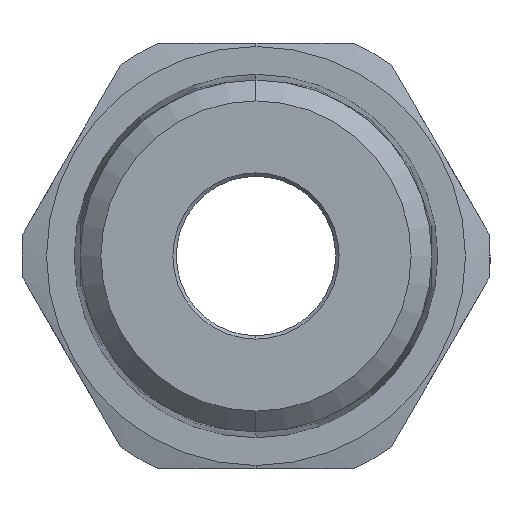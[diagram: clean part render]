
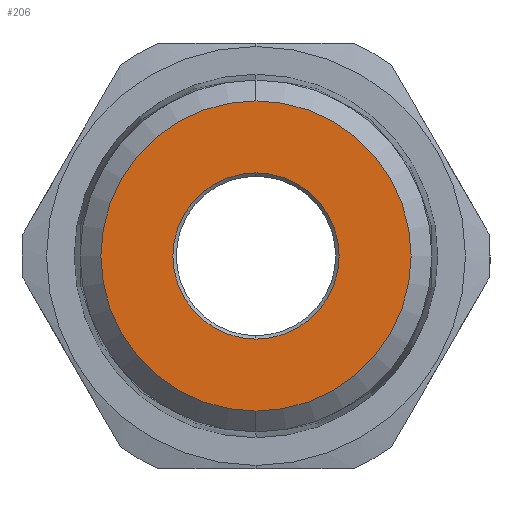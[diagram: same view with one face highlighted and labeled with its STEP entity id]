
A CAD part, left-side view. The second image highlights one B-rep face of the part: STEP entity #206.
In plain terms, the highlighted planar face has unit normal (-1, 0, 0).
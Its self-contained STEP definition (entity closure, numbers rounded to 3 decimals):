
#112 = VERTEX_POINT ( 'NONE', #2722 ) ;
#206 = ADVANCED_FACE ( 'NONE', ( #595, #1688 ), #1353, .F. ) ;
#417 = DIRECTION ( 'NONE',  ( 1., 0., 0. ) ) ;
#595 = FACE_BOUND ( 'NONE', #2177, .T. ) ;
#634 = CARTESIAN_POINT ( 'NONE',  ( 0., 0., 11.477 ) ) ;
#758 = CARTESIAN_POINT ( 'NONE',  ( 0., 0., 6.15 ) ) ;
#790 = EDGE_LOOP ( 'NONE', ( #1271, #2406 ) ) ;
#824 = DIRECTION ( 'NONE',  ( 0., 0., -1. ) ) ;
#865 = CARTESIAN_POINT ( 'NONE',  ( 0., 0., 0. ) ) ;
#922 = EDGE_CURVE ( 'NONE', #1526, #1571, #2725, .T. ) ;
#1076 = ORIENTED_EDGE ( 'NONE', *, *, #1298, .T. ) ;
#1108 = CARTESIAN_POINT ( 'NONE',  ( 0., 0., 0. ) ) ;
#1189 = AXIS2_PLACEMENT_3D ( 'NONE', #2668, #1949, #824 ) ;
#1233 = DIRECTION ( 'NONE',  ( 1., 0., 0. ) ) ;
#1271 = ORIENTED_EDGE ( 'NONE', *, *, #922, .T. ) ;
#1298 = EDGE_CURVE ( 'NONE', #112, #1310, #2799, .T. ) ;
#1310 = VERTEX_POINT ( 'NONE', #758 ) ;
#1353 = PLANE ( 'NONE',  #2405 ) ;
#1397 = CIRCLE ( 'NONE', #1189, 11.477 ) ;
#1448 = CARTESIAN_POINT ( 'NONE',  ( 0., 0., 0. ) ) ;
#1526 = VERTEX_POINT ( 'NONE', #1548 ) ;
#1541 = EDGE_CURVE ( 'NONE', #1310, #112, #1974, .T. ) ;
#1548 = CARTESIAN_POINT ( 'NONE',  ( 0., 0., -11.477 ) ) ;
#1571 = VERTEX_POINT ( 'NONE', #634 ) ;
#1688 = FACE_OUTER_BOUND ( 'NONE', #790, .T. ) ;
#1728 = DIRECTION ( 'NONE',  ( 0., 0., -1. ) ) ;
#1949 = DIRECTION ( 'NONE',  ( -1., 0., 0. ) ) ;
#1974 = CIRCLE ( 'NONE', #2641, 6.15 ) ;
#2016 = CARTESIAN_POINT ( 'NONE',  ( 0., 0., 0. ) ) ;
#2177 = EDGE_LOOP ( 'NONE', ( #2449, #1076 ) ) ;
#2221 = DIRECTION ( 'NONE',  ( 0., 0., -1. ) ) ;
#2224 = AXIS2_PLACEMENT_3D ( 'NONE', #1108, #2943, #2221 ) ;
#2405 = AXIS2_PLACEMENT_3D ( 'NONE', #865, #417, #2505 ) ;
#2406 = ORIENTED_EDGE ( 'NONE', *, *, #2767, .T. ) ;
#2449 = ORIENTED_EDGE ( 'NONE', *, *, #1541, .T. ) ;
#2472 = DIRECTION ( 'NONE',  ( 1., 0., 0. ) ) ;
#2480 = DIRECTION ( 'NONE',  ( 0., 0., -1. ) ) ;
#2505 = DIRECTION ( 'NONE',  ( 0., 0., -1. ) ) ;
#2641 = AXIS2_PLACEMENT_3D ( 'NONE', #2016, #2472, #2480 ) ;
#2668 = CARTESIAN_POINT ( 'NONE',  ( 0., 0., 0. ) ) ;
#2722 = CARTESIAN_POINT ( 'NONE',  ( 0., 0., -6.15 ) ) ;
#2725 = CIRCLE ( 'NONE', #2224, 11.477 ) ;
#2767 = EDGE_CURVE ( 'NONE', #1571, #1526, #1397, .T. ) ;
#2799 = CIRCLE ( 'NONE', #2922, 6.15 ) ;
#2922 = AXIS2_PLACEMENT_3D ( 'NONE', #1448, #1233, #1728 ) ;
#2943 = DIRECTION ( 'NONE',  ( -1., 0., 0. ) ) ;
